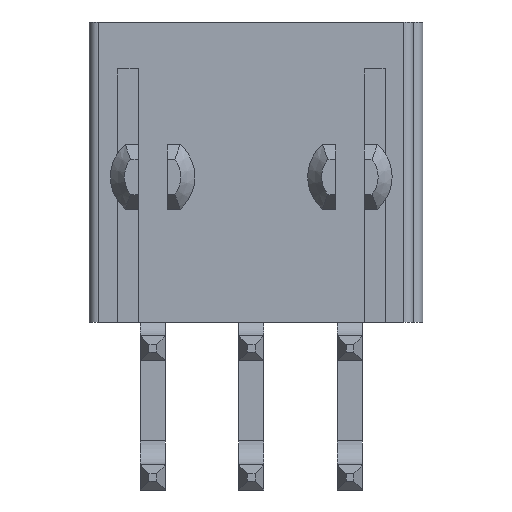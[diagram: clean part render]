
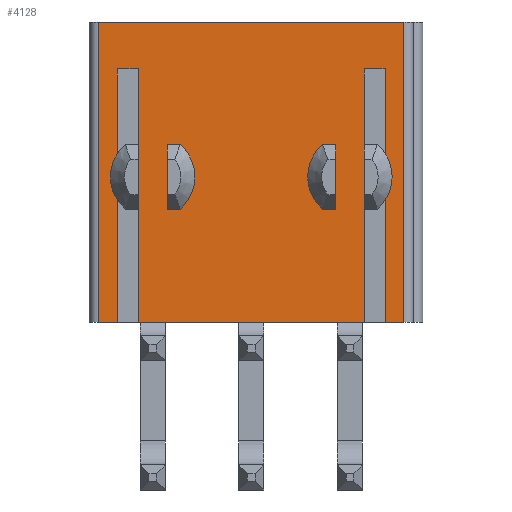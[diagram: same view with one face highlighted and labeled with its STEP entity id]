
A CAD part, front view. The second image highlights one B-rep face of the part: STEP entity #4128.
In plain terms, the highlighted planar face has unit normal (0, -1, 0).
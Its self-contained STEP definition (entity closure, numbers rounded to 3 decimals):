
#86=FACE_BOUND('',#519,.T.);
#87=FACE_BOUND('',#520,.T.);
#120=CIRCLE('',#4406,1.5);
#123=CIRCLE('',#4432,1.5);
#267=FACE_OUTER_BOUND('',#518,.T.);
#518=EDGE_LOOP('',(#3199,#3200,#3201,#3202,#3203,#3204,#3205,#3206,#3207,
#3208,#3209,#3210));
#519=EDGE_LOOP('',(#3211,#3212));
#520=EDGE_LOOP('',(#3213,#3214));
#672=LINE('',#5764,#1191);
#677=LINE('',#5784,#1196);
#681=LINE('',#5792,#1200);
#839=LINE('',#6119,#1358);
#891=LINE('',#6275,#1410);
#897=LINE('',#6286,#1416);
#899=LINE('',#6290,#1418);
#901=LINE('',#6293,#1420);
#902=LINE('',#6296,#1421);
#904=LINE('',#6300,#1423);
#906=LINE('',#6303,#1425);
#920=LINE('',#6350,#1439);
#922=LINE('',#6357,#1441);
#923=LINE('',#6358,#1442);
#1191=VECTOR('',#4630,0.8);
#1196=VECTOR('',#4645,0.8);
#1200=VECTOR('',#4649,9.62);
#1358=VECTOR('',#4931,12.8);
#1410=VECTOR('',#5075,2.741);
#1416=VECTOR('',#5089,10.8);
#1418=VECTOR('',#5093,0.89);
#1420=VECTOR('',#5097,10.8);
#1421=VECTOR('',#5100,10.8);
#1423=VECTOR('',#5104,0.89);
#1425=VECTOR('',#5108,10.8);
#1439=VECTOR('',#5156,2.741);
#1441=VECTOR('',#5166,13.);
#1442=VECTOR('',#5167,12.8);
#1702=VERTEX_POINT('',#5762);
#1703=VERTEX_POINT('',#5763);
#1712=VERTEX_POINT('',#5781);
#1713=VERTEX_POINT('',#5783);
#1716=VERTEX_POINT('',#5789);
#1717=VERTEX_POINT('',#5791);
#1824=VERTEX_POINT('',#6118);
#1875=VERTEX_POINT('',#6272);
#1876=VERTEX_POINT('',#6274);
#1877=VERTEX_POINT('',#6285);
#1878=VERTEX_POINT('',#6289);
#1879=VERTEX_POINT('',#6295);
#1880=VERTEX_POINT('',#6299);
#1889=VERTEX_POINT('',#6347);
#1890=VERTEX_POINT('',#6349);
#1891=VERTEX_POINT('',#6356);
#2076=EDGE_CURVE('',#1702,#1703,#672,.T.);
#2086=EDGE_CURVE('',#1712,#1713,#677,.T.);
#2090=EDGE_CURVE('',#1716,#1717,#681,.T.);
#2250=EDGE_CURVE('',#1712,#1824,#839,.T.);
#2325=EDGE_CURVE('',#1876,#1875,#891,.T.);
#2329=EDGE_CURVE('',#1875,#1876,#120,.T.);
#2332=EDGE_CURVE('',#1877,#1717,#897,.T.);
#2334=EDGE_CURVE('',#1877,#1878,#899,.T.);
#2336=EDGE_CURVE('',#1702,#1878,#901,.T.);
#2337=EDGE_CURVE('',#1713,#1879,#902,.T.);
#2339=EDGE_CURVE('',#1879,#1880,#904,.T.);
#2341=EDGE_CURVE('',#1716,#1880,#906,.T.);
#2361=EDGE_CURVE('',#1890,#1889,#920,.T.);
#2363=EDGE_CURVE('',#1889,#1890,#123,.T.);
#2364=EDGE_CURVE('',#1824,#1891,#922,.T.);
#2365=EDGE_CURVE('',#1703,#1891,#923,.T.);
#3199=ORIENTED_EDGE('',*,*,#2339,.F.);
#3200=ORIENTED_EDGE('',*,*,#2337,.F.);
#3201=ORIENTED_EDGE('',*,*,#2086,.F.);
#3202=ORIENTED_EDGE('',*,*,#2250,.T.);
#3203=ORIENTED_EDGE('',*,*,#2364,.T.);
#3204=ORIENTED_EDGE('',*,*,#2365,.F.);
#3205=ORIENTED_EDGE('',*,*,#2076,.F.);
#3206=ORIENTED_EDGE('',*,*,#2336,.T.);
#3207=ORIENTED_EDGE('',*,*,#2334,.F.);
#3208=ORIENTED_EDGE('',*,*,#2332,.T.);
#3209=ORIENTED_EDGE('',*,*,#2090,.F.);
#3210=ORIENTED_EDGE('',*,*,#2341,.T.);
#3211=ORIENTED_EDGE('',*,*,#2329,.T.);
#3212=ORIENTED_EDGE('',*,*,#2325,.T.);
#3213=ORIENTED_EDGE('',*,*,#2363,.T.);
#3214=ORIENTED_EDGE('',*,*,#2361,.T.);
#3903=PLANE('',#4433);
#4128=ADVANCED_FACE('',(#267,#86,#87),#3903,.T.);
#4406=AXIS2_PLACEMENT_3D('',#6281,#5083,#5084);
#4432=AXIS2_PLACEMENT_3D('',#6354,#5162,#5163);
#4433=AXIS2_PLACEMENT_3D('',#6355,#5164,#5165);
#4630=DIRECTION('',(-1.,0.,0.));
#4645=DIRECTION('',(-1.,0.,0.));
#4649=DIRECTION('',(-1.,0.,0.));
#4931=DIRECTION('',(0.,0.,1.));
#5075=DIRECTION('',(0.,0.,1.));
#5083=DIRECTION('center_axis',(0.,1.,0.));
#5084=DIRECTION('ref_axis',(0.407,0.,0.914));
#5089=DIRECTION('',(0.,0.,-1.));
#5093=DIRECTION('',(-1.,0.,0.));
#5097=DIRECTION('',(0.,0.,1.));
#5100=DIRECTION('',(0.,0.,1.));
#5104=DIRECTION('',(-1.,0.,0.));
#5108=DIRECTION('',(0.,0.,1.));
#5156=DIRECTION('',(0.,0.,-1.));
#5162=DIRECTION('center_axis',(0.,1.,0.));
#5163=DIRECTION('ref_axis',(-0.407,0.,-0.914));
#5164=DIRECTION('center_axis',(0.,-1.,0.));
#5165=DIRECTION('ref_axis',(-1.,0.,0.));
#5166=DIRECTION('',(-1.,0.,0.));
#5167=DIRECTION('',(0.,0.,1.));
#5762=CARTESIAN_POINT('',(-5.7,0.4,-12.8));
#5763=CARTESIAN_POINT('',(-6.5,0.4,-12.8));
#5764=CARTESIAN_POINT('',(-5.7,0.4,-12.8));
#5781=CARTESIAN_POINT('',(6.5,0.4,-12.8));
#5783=CARTESIAN_POINT('',(5.7,0.4,-12.8));
#5784=CARTESIAN_POINT('',(6.5,0.4,-12.8));
#5789=CARTESIAN_POINT('',(4.81,0.4,-12.8));
#5791=CARTESIAN_POINT('',(-4.81,0.4,-12.8));
#5792=CARTESIAN_POINT('',(4.81,0.4,-12.8));
#6118=CARTESIAN_POINT('',(6.5,0.4,0.));
#6119=CARTESIAN_POINT('',(6.5,0.4,-12.8));
#6272=CARTESIAN_POINT('',(-3.59,0.4,-5.23));
#6274=CARTESIAN_POINT('',(-3.59,0.4,-7.97));
#6275=CARTESIAN_POINT('',(-3.59,0.4,-7.97));
#6281=CARTESIAN_POINT('Origin',(-4.2,0.4,-6.6));
#6285=CARTESIAN_POINT('',(-4.81,0.4,-2.));
#6286=CARTESIAN_POINT('',(-4.81,0.4,-2.));
#6289=CARTESIAN_POINT('',(-5.7,0.4,-2.));
#6290=CARTESIAN_POINT('',(-4.81,0.4,-2.));
#6293=CARTESIAN_POINT('',(-5.7,0.4,-12.8));
#6295=CARTESIAN_POINT('',(5.7,0.4,-2.));
#6296=CARTESIAN_POINT('',(5.7,0.4,-12.8));
#6299=CARTESIAN_POINT('',(4.81,0.4,-2.));
#6300=CARTESIAN_POINT('',(5.7,0.4,-2.));
#6303=CARTESIAN_POINT('',(4.81,0.4,-12.8));
#6347=CARTESIAN_POINT('',(3.59,0.4,-7.97));
#6349=CARTESIAN_POINT('',(3.59,0.4,-5.23));
#6350=CARTESIAN_POINT('',(3.59,0.4,-5.23));
#6354=CARTESIAN_POINT('Origin',(4.2,0.4,-6.6));
#6355=CARTESIAN_POINT('Origin',(6.9,0.4,0.));
#6356=CARTESIAN_POINT('',(-6.5,0.4,0.));
#6357=CARTESIAN_POINT('',(6.5,0.4,0.));
#6358=CARTESIAN_POINT('',(-6.5,0.4,-12.8));
